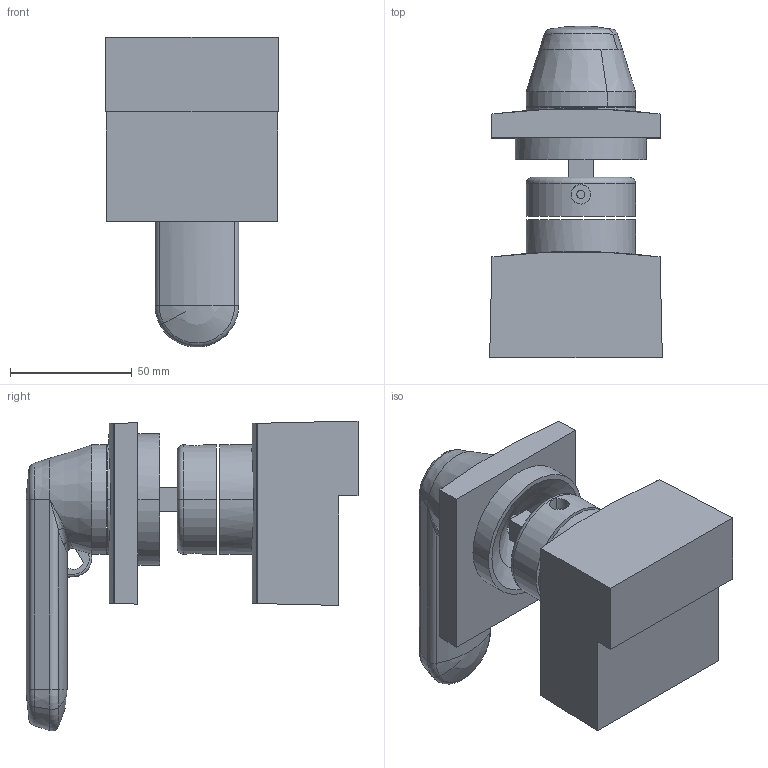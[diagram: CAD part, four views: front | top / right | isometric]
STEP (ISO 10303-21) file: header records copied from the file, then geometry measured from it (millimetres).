
FILE_DESCRIPTION(('CATIA V5 STEP Exchange'),'2;1');
FILE_NAME('1SDH001295R0036_1PA_001_00_XT1_3P_FIXED_RHE_MIN_TIPO_LARGO.stp','2014-11-11T15:19:30+00:00',('none'),('none'),'CATIA Version 5 Release 20 SP 1 (IN-10)','CATIA V5 STEP AP214','none');
FILE_SCHEMA(('AUTOMOTIVE_DESIGN { 1 0 10303 214 1 1 1 1 }'));
Length unit declared in the file: millimetre
Products named in the file (1): 1SDH001295R0036_1PA_001_00_XT1_3P_FIXED_RHE_MIN_TIPO_LARGO
Bounding box: 71 x 136.5 x 127.45 mm (x, y, z)
Volume: 393772.8 mm3; surface area: 58801.4 mm2
Topology: 3 solids, 3 shells, 108 faces, 254 edges, 154 vertices
Faces by surface type: cylinder 39, plane 38, cone 10, torus 10, sphere 6, bspline 5
Entity records: 4083 total; most frequent: CARTESIAN_POINT 1186, ORIENTED_EDGE 490, DIRECTION 333, EDGE_CURVE 245, AXIS2_PLACEMENT_3D 154, VERTEX_POINT 154, EDGE_LOOP 121, ADVANCED_FACE 108
